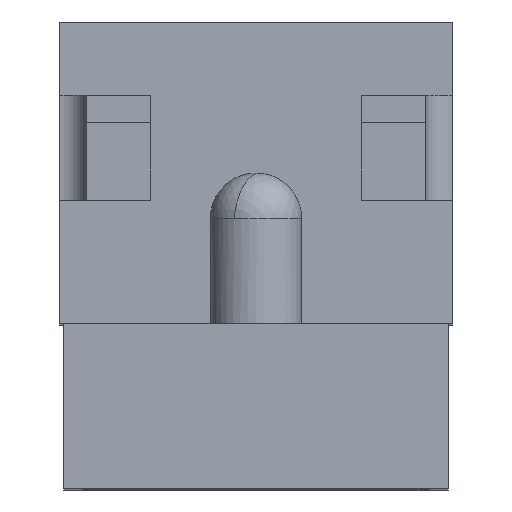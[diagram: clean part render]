
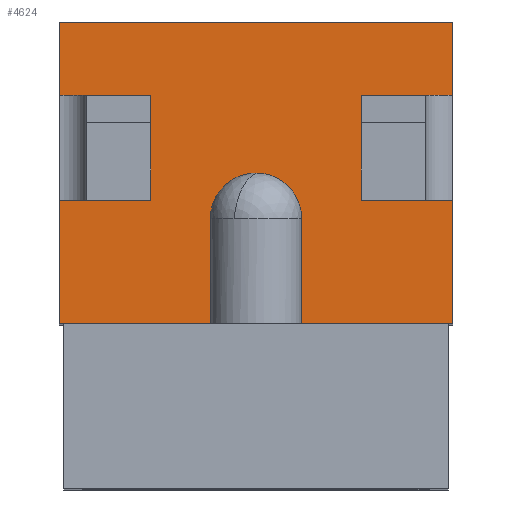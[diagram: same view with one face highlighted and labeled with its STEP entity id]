
A CAD part, top view. The second image highlights one B-rep face of the part: STEP entity #4624.
In plain terms, the highlighted planar face has unit normal (0, 0, 1).
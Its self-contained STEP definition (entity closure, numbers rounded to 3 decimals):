
#3 = LINE ( 'NONE', #5171, #545 ) ;
#19 = VERTEX_POINT ( 'NONE', #1588 ) ;
#28 = EDGE_CURVE ( 'NONE', #781, #4363, #2440, .T. ) ;
#36 = VERTEX_POINT ( 'NONE', #291 ) ;
#173 = CARTESIAN_POINT ( 'NONE',  ( 0., 29.5, 37.5 ) ) ;
#189 = LINE ( 'NONE', #634, #3737 ) ;
#291 = CARTESIAN_POINT ( 'NONE',  ( -21.5, 51., 37.5 ) ) ;
#347 = CARTESIAN_POINT ( 'NONE',  ( 21., 18., 37.5 ) ) ;
#535 = EDGE_CURVE ( 'NONE', #3176, #781, #1853, .T. ) ;
#545 = VECTOR ( 'NONE', #2101, 1000. ) ;
#591 = DIRECTION ( 'NONE',  ( 0., 0., -1. ) ) ;
#634 = CARTESIAN_POINT ( 'NONE',  ( 21.5, 31.5, 37.5 ) ) ;
#660 = VERTEX_POINT ( 'NONE', #3621 ) ;
#687 = PLANE ( 'NONE',  #5065 ) ;
#756 = VECTOR ( 'NONE', #1861, 1000. ) ;
#773 = DIRECTION ( 'NONE',  ( -1., 0., 0. ) ) ;
#781 = VERTEX_POINT ( 'NONE', #3948 ) ;
#810 = CARTESIAN_POINT ( 'NONE',  ( 5., 18., 37.5 ) ) ;
#811 = VECTOR ( 'NONE', #2695, 1000. ) ;
#880 = ORIENTED_EDGE ( 'NONE', *, *, #2881, .F. ) ;
#889 = VECTOR ( 'NONE', #3294, 1000. ) ;
#901 = LINE ( 'NONE', #2271, #756 ) ;
#971 = LINE ( 'NONE', #1359, #3804 ) ;
#990 = VERTEX_POINT ( 'NONE', #4964 ) ;
#992 = VECTOR ( 'NONE', #4460, 1000. ) ;
#1052 = DIRECTION ( 'NONE',  ( 0., 1., 0. ) ) ;
#1108 = FACE_OUTER_BOUND ( 'NONE', #2495, .T. ) ;
#1223 = CARTESIAN_POINT ( 'NONE',  ( -5., 29.5, 37.5 ) ) ;
#1255 = CARTESIAN_POINT ( 'NONE',  ( 0.516, 34.473, 37.5 ) ) ;
#1281 = DIRECTION ( 'NONE',  ( 0., -1., 0. ) ) ;
#1294 = VERTEX_POINT ( 'NONE', #1934 ) ;
#1343 = EDGE_CURVE ( 'NONE', #4610, #4121, #3348, .T. ) ;
#1359 = CARTESIAN_POINT ( 'NONE',  ( 21.5, 51., 37.5 ) ) ;
#1367 = VECTOR ( 'NONE', #2749, 1000. ) ;
#1375 = VERTEX_POINT ( 'NONE', #1255 ) ;
#1390 = CARTESIAN_POINT ( 'NONE',  ( 5., 29.5, 37.5 ) ) ;
#1408 = DIRECTION ( 'NONE',  ( -1., 0., 0. ) ) ;
#1489 = DIRECTION ( 'NONE',  ( 0., 0., -1. ) ) ;
#1510 = CARTESIAN_POINT ( 'NONE',  ( -21.5, 31.5, 37.5 ) ) ;
#1519 = EDGE_CURVE ( 'NONE', #5078, #19, #971, .T. ) ;
#1588 = CARTESIAN_POINT ( 'NONE',  ( 21.5, 43., 37.5 ) ) ;
#1635 = ORIENTED_EDGE ( 'NONE', *, *, #3522, .T. ) ;
#1645 = ORIENTED_EDGE ( 'NONE', *, *, #535, .F. ) ;
#1662 = ORIENTED_EDGE ( 'NONE', *, *, #2566, .F. ) ;
#1694 = ORIENTED_EDGE ( 'NONE', *, *, #4962, .T. ) ;
#1732 = ORIENTED_EDGE ( 'NONE', *, *, #4731, .T. ) ;
#1760 = LINE ( 'NONE', #3868, #3921 ) ;
#1788 = ORIENTED_EDGE ( 'NONE', *, *, #2709, .T. ) ;
#1837 = LINE ( 'NONE', #2803, #1367 ) ;
#1853 = LINE ( 'NONE', #2733, #2189 ) ;
#1859 = VERTEX_POINT ( 'NONE', #4582 ) ;
#1861 = DIRECTION ( 'NONE',  ( -1., 0., 0. ) ) ;
#1879 = ORIENTED_EDGE ( 'NONE', *, *, #1519, .F. ) ;
#1887 = DIRECTION ( 'NONE',  ( -1., 0., 0. ) ) ;
#1898 = ORIENTED_EDGE ( 'NONE', *, *, #5403, .T. ) ;
#1934 = CARTESIAN_POINT ( 'NONE',  ( 11.5, 31.5, 37.5 ) ) ;
#2077 = VECTOR ( 'NONE', #4928, 1000. ) ;
#2101 = DIRECTION ( 'NONE',  ( -1., 0., 0. ) ) ;
#2176 = CARTESIAN_POINT ( 'NONE',  ( -21.5, 51., 37.5 ) ) ;
#2189 = VECTOR ( 'NONE', #3512, 1000. ) ;
#2193 = VERTEX_POINT ( 'NONE', #347 ) ;
#2271 = CARTESIAN_POINT ( 'NONE',  ( 21.5, 31.5, 37.5 ) ) ;
#2282 = CARTESIAN_POINT ( 'NONE',  ( 21.5, 51., 37.5 ) ) ;
#2287 = CIRCLE ( 'NONE', #4315, 5. ) ;
#2330 = DIRECTION ( 'NONE',  ( 0., 0., -1. ) ) ;
#2383 = LINE ( 'NONE', #4569, #992 ) ;
#2440 = LINE ( 'NONE', #3721, #4029 ) ;
#2475 = LINE ( 'NONE', #3756, #3220 ) ;
#2495 = EDGE_LOOP ( 'NONE', ( #5363, #4006, #2588, #2947, #1635, #1694, #880, #1879, #1788, #1732, #1662, #2950, #4563, #3374, #4583, #4057, #1645, #5012, #1898 ) ) ;
#2504 = CARTESIAN_POINT ( 'NONE',  ( -21.5, 51., 37.5 ) ) ;
#2566 = EDGE_CURVE ( 'NONE', #4416, #4838, #4322, .T. ) ;
#2571 = VERTEX_POINT ( 'NONE', #3052 ) ;
#2577 = VECTOR ( 'NONE', #1052, 1000. ) ;
#2588 = ORIENTED_EDGE ( 'NONE', *, *, #4739, .F. ) ;
#2617 = DIRECTION ( 'NONE',  ( 0., -1., 0. ) ) ;
#2695 = DIRECTION ( 'NONE',  ( -1., 0., 0. ) ) ;
#2709 = EDGE_CURVE ( 'NONE', #5078, #36, #2383, .T. ) ;
#2733 = CARTESIAN_POINT ( 'NONE',  ( -5., 18., 37.5 ) ) ;
#2749 = DIRECTION ( 'NONE',  ( 0., 1., 0. ) ) ;
#2803 = CARTESIAN_POINT ( 'NONE',  ( 11.5, 31.5, 37.5 ) ) ;
#2881 = EDGE_CURVE ( 'NONE', #19, #4069, #3, .T. ) ;
#2947 = ORIENTED_EDGE ( 'NONE', *, *, #5166, .F. ) ;
#2950 = ORIENTED_EDGE ( 'NONE', *, *, #3456, .F. ) ;
#3052 = CARTESIAN_POINT ( 'NONE',  ( -21.5, 18., 37.5 ) ) ;
#3176 = VERTEX_POINT ( 'NONE', #1223 ) ;
#3220 = VECTOR ( 'NONE', #773, 1000. ) ;
#3246 = LINE ( 'NONE', #3332, #2077 ) ;
#3283 = DIRECTION ( 'NONE',  ( 0., -1., 0. ) ) ;
#3294 = DIRECTION ( 'NONE',  ( 0., 1., 0. ) ) ;
#3332 = CARTESIAN_POINT ( 'NONE',  ( 21.5, 51., 37.5 ) ) ;
#3348 = LINE ( 'NONE', #810, #889 ) ;
#3374 = ORIENTED_EDGE ( 'NONE', *, *, #4392, .T. ) ;
#3382 = CIRCLE ( 'NONE', #4794, 5. ) ;
#3422 = LINE ( 'NONE', #2176, #3566 ) ;
#3456 = EDGE_CURVE ( 'NONE', #1859, #4416, #4830, .T. ) ;
#3506 = CARTESIAN_POINT ( 'NONE',  ( -11.5, 43., 37.5 ) ) ;
#3512 = DIRECTION ( 'NONE',  ( 0., -1., 0. ) ) ;
#3522 = EDGE_CURVE ( 'NONE', #660, #1294, #189, .T. ) ;
#3534 = DIRECTION ( 'NONE',  ( -1., 0., 0. ) ) ;
#3566 = VECTOR ( 'NONE', #2617, 1000. ) ;
#3587 = CARTESIAN_POINT ( 'NONE',  ( 5., 18., 37.5 ) ) ;
#3621 = CARTESIAN_POINT ( 'NONE',  ( 21.5, 31.5, 37.5 ) ) ;
#3699 = LINE ( 'NONE', #2504, #4717 ) ;
#3721 = CARTESIAN_POINT ( 'NONE',  ( 21.5, 18., 37.5 ) ) ;
#3737 = VECTOR ( 'NONE', #5268, 1000. ) ;
#3756 = CARTESIAN_POINT ( 'NONE',  ( 21.5, 18., 37.5 ) ) ;
#3804 = VECTOR ( 'NONE', #1281, 1000. ) ;
#3845 = LINE ( 'NONE', #5164, #4360 ) ;
#3868 = CARTESIAN_POINT ( 'NONE',  ( 21.5, 18., 37.5 ) ) ;
#3906 = EDGE_CURVE ( 'NONE', #3176, #1375, #3382, .T. ) ;
#3921 = VECTOR ( 'NONE', #3534, 1000. ) ;
#3930 = CARTESIAN_POINT ( 'NONE',  ( -11.5, 31.5, 37.5 ) ) ;
#3948 = CARTESIAN_POINT ( 'NONE',  ( -5., 18., 37.5 ) ) ;
#3960 = CARTESIAN_POINT ( 'NONE',  ( -21., 18., 37.5 ) ) ;
#3977 = DIRECTION ( 'NONE',  ( -1., 0., 0. ) ) ;
#4006 = ORIENTED_EDGE ( 'NONE', *, *, #4440, .F. ) ;
#4029 = VECTOR ( 'NONE', #4133, 1000. ) ;
#4057 = ORIENTED_EDGE ( 'NONE', *, *, #28, .F. ) ;
#4069 = VERTEX_POINT ( 'NONE', #5396 ) ;
#4121 = VERTEX_POINT ( 'NONE', #1390 ) ;
#4133 = DIRECTION ( 'NONE',  ( -1., 0., 0. ) ) ;
#4162 = CARTESIAN_POINT ( 'NONE',  ( 21.5, 51., 37.5 ) ) ;
#4315 = AXIS2_PLACEMENT_3D ( 'NONE', #173, #591, #1887 ) ;
#4322 = LINE ( 'NONE', #5152, #811 ) ;
#4360 = VECTOR ( 'NONE', #1408, 1000. ) ;
#4363 = VERTEX_POINT ( 'NONE', #3960 ) ;
#4392 = EDGE_CURVE ( 'NONE', #5020, #2571, #3422, .T. ) ;
#4401 = CARTESIAN_POINT ( 'NONE',  ( 0., 29.5, 37.5 ) ) ;
#4416 = VERTEX_POINT ( 'NONE', #3506 ) ;
#4440 = EDGE_CURVE ( 'NONE', #2193, #4610, #3845, .T. ) ;
#4460 = DIRECTION ( 'NONE',  ( -1., 0., 0. ) ) ;
#4488 = EDGE_CURVE ( 'NONE', #4363, #2571, #1760, .T. ) ;
#4563 = ORIENTED_EDGE ( 'NONE', *, *, #5325, .T. ) ;
#4569 = CARTESIAN_POINT ( 'NONE',  ( 21.5, 51., 37.5 ) ) ;
#4582 = CARTESIAN_POINT ( 'NONE',  ( -11.5, 31.5, 37.5 ) ) ;
#4583 = ORIENTED_EDGE ( 'NONE', *, *, #4488, .F. ) ;
#4610 = VERTEX_POINT ( 'NONE', #3587 ) ;
#4624 = ADVANCED_FACE ( 'NONE', ( #1108 ), #687, .F. ) ;
#4717 = VECTOR ( 'NONE', #3283, 1000. ) ;
#4731 = EDGE_CURVE ( 'NONE', #36, #4838, #3699, .T. ) ;
#4739 = EDGE_CURVE ( 'NONE', #990, #2193, #2475, .T. ) ;
#4794 = AXIS2_PLACEMENT_3D ( 'NONE', #4401, #2330, #5280 ) ;
#4830 = LINE ( 'NONE', #3930, #2577 ) ;
#4838 = VERTEX_POINT ( 'NONE', #5155 ) ;
#4928 = DIRECTION ( 'NONE',  ( 0., -1., 0. ) ) ;
#4962 = EDGE_CURVE ( 'NONE', #1294, #4069, #1837, .T. ) ;
#4964 = CARTESIAN_POINT ( 'NONE',  ( 21.5, 18., 37.5 ) ) ;
#5012 = ORIENTED_EDGE ( 'NONE', *, *, #3906, .T. ) ;
#5020 = VERTEX_POINT ( 'NONE', #1510 ) ;
#5065 = AXIS2_PLACEMENT_3D ( 'NONE', #2282, #1489, #3977 ) ;
#5078 = VERTEX_POINT ( 'NONE', #4162 ) ;
#5152 = CARTESIAN_POINT ( 'NONE',  ( 21.5, 43., 37.5 ) ) ;
#5155 = CARTESIAN_POINT ( 'NONE',  ( -21.5, 43., 37.5 ) ) ;
#5164 = CARTESIAN_POINT ( 'NONE',  ( 21.5, 18., 37.5 ) ) ;
#5166 = EDGE_CURVE ( 'NONE', #660, #990, #3246, .T. ) ;
#5171 = CARTESIAN_POINT ( 'NONE',  ( 21.5, 43., 37.5 ) ) ;
#5268 = DIRECTION ( 'NONE',  ( -1., 0., 0. ) ) ;
#5280 = DIRECTION ( 'NONE',  ( -1., 0., 0. ) ) ;
#5325 = EDGE_CURVE ( 'NONE', #1859, #5020, #901, .T. ) ;
#5363 = ORIENTED_EDGE ( 'NONE', *, *, #1343, .F. ) ;
#5396 = CARTESIAN_POINT ( 'NONE',  ( 11.5, 43., 37.5 ) ) ;
#5403 = EDGE_CURVE ( 'NONE', #1375, #4121, #2287, .T. ) ;
